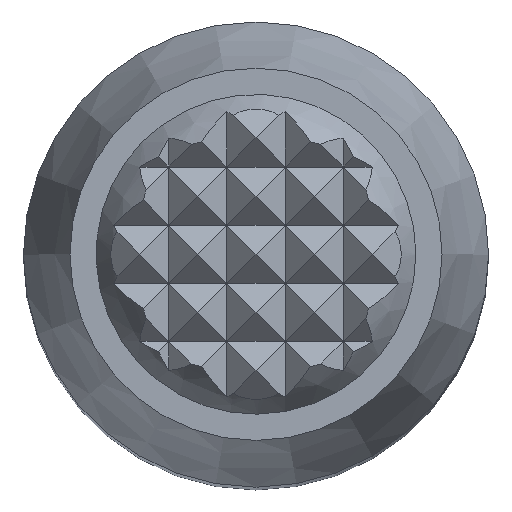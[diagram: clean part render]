
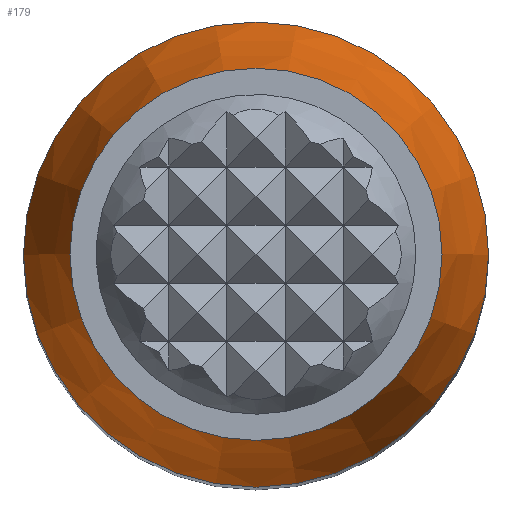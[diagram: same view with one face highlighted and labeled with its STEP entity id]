
A CAD part, top view. The second image highlights one B-rep face of the part: STEP entity #179.
In plain terms, the highlighted conical face has half-angle 16.5 degrees and reference radius 6.4 mm.
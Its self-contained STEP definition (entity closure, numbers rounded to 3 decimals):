
#179 = ADVANCED_FACE( '', ( #429, #430 ), #431, .T. );
#429 = FACE_OUTER_BOUND( '', #752, .T. );
#430 = FACE_BOUND( '', #753, .T. );
#431 = CONICAL_SURFACE( '', #754, 6.4, 0.288 );
#752 = EDGE_LOOP( '', ( #1178 ) );
#753 = EDGE_LOOP( '', ( #1179 ) );
#754 = AXIS2_PLACEMENT_3D( '', #1180, #1181, #1182 );
#1178 = ORIENTED_EDGE( '', *, *, #1884, .F. );
#1179 = ORIENTED_EDGE( '', *, *, #1885, .F. );
#1180 = CARTESIAN_POINT( '', ( 0., 0., 62.08 ) );
#1181 = DIRECTION( '', ( 0., 0., -1. ) );
#1182 = DIRECTION( '', ( -1., 0., 0. ) );
#1884 = EDGE_CURVE( '', #2231, #2231, #2232, .F. );
#1885 = EDGE_CURVE( '', #2233, #2233, #2234, .T. );
#2231 = VERTEX_POINT( '', #2678 );
#2232 = CIRCLE( '', #2679, 8. );
#2233 = VERTEX_POINT( '', #2680 );
#2234 = CIRCLE( '', #2681, 6.4 );
#2678 = CARTESIAN_POINT( '', ( 8., 0., 56.68 ) );
#2679 = AXIS2_PLACEMENT_3D( '', #3100, #3101, #3102 );
#2680 = CARTESIAN_POINT( '', ( 6.4, 0., 62.08 ) );
#2681 = AXIS2_PLACEMENT_3D( '', #3103, #3104, #3105 );
#3100 = CARTESIAN_POINT( '', ( 0., 0., 56.68 ) );
#3101 = DIRECTION( '', ( 0., 0., 1. ) );
#3102 = DIRECTION( '', ( 1., 0., 0. ) );
#3103 = CARTESIAN_POINT( '', ( 0., 0., 62.08 ) );
#3104 = DIRECTION( '', ( 0., 0., 1. ) );
#3105 = DIRECTION( '', ( 1., 0., 0. ) );
